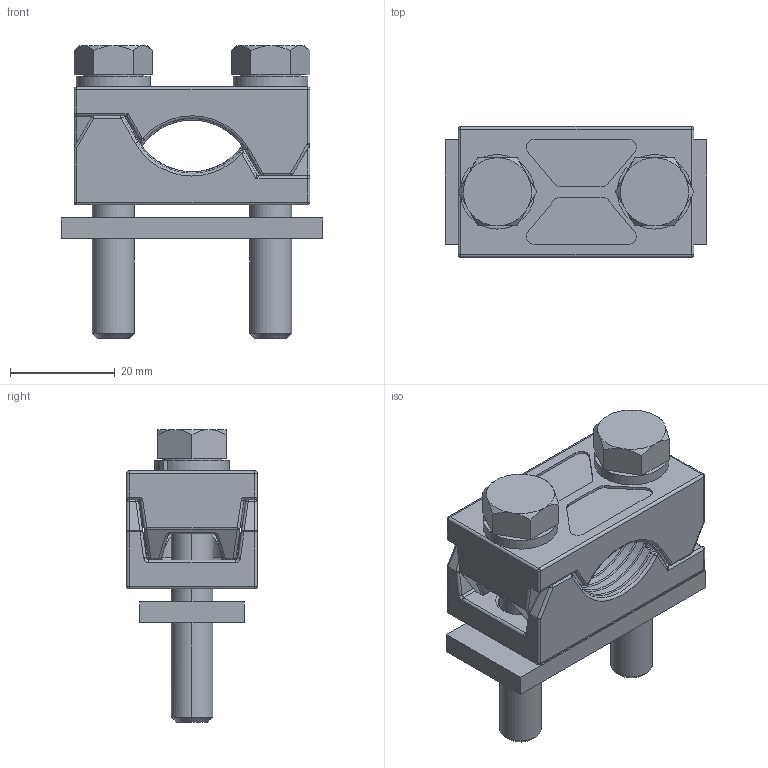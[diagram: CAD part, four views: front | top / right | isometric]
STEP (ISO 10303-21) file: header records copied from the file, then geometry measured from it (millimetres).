
FILE_DESCRIPTION((''),'2;1');
FILE_NAME('001692763_SP_KVL3_P1_ASM','2023-10-24T09:56:35',('klemen.sitar'),('Audax d.o.o.'),'CREO PARAMETRIC BY PTC INC, 2021304','CREO PARAMETRIC BY PTC INC, 2021304','');
FILE_SCHEMA(('AP242_MANAGED_MODEL_BASED_3D_ENGINEERING_MIM_LF { 1 0 10303 442 1 1 4 }'));
Length unit declared in the file: millimetre
Products named in the file (7): 66812_FEDERRING_DIN_127_A8_1_1; 68111_SECHSKANTSCHRAUBE_M8X50_1; WLOGO_1; 70199_KLEMMENTEIL_GR3_1; 57401_KLEMMENUNTERTEIL_1; ASM0009_ASM; 001692763_SP_KVL3_P1_ASM
Assembly tree (8 placements, depth 3):
  001692763_SP_KVL3_P1_ASM
    66812_FEDERRING_DIN_127_A8_1_1  x2
    68111_SECHSKANTSCHRAUBE_M8X50_1  x2
    WLOGO_1
    ASM0009_ASM
      70199_KLEMMENTEIL_GR3_1
      57401_KLEMMENUNTERTEIL_1
Bounding box: 50 x 25 x 55.9 mm (x, y, z)
Volume: 28094.5 mm3; surface area: 16073.8 mm2
Topology: 7 solids, 10 shells, 664 faces, 1682 edges, 970 vertices
Faces by surface type: cylinder 254, plane 208, bspline 102, cone 80, sphere 10, torus 10
Entity records: 35321 total; most frequent: CARTESIAN_POINT 11115, ORIENTED_EDGE 3070, DIRECTION 2764, PRESENTATION_STYLE_ASSIGNMENT 2176, STYLED_ITEM 2176, CURVE_STYLE 1535, EDGE_CURVE 1535, AXIS2_PLACEMENT_3D 1013
